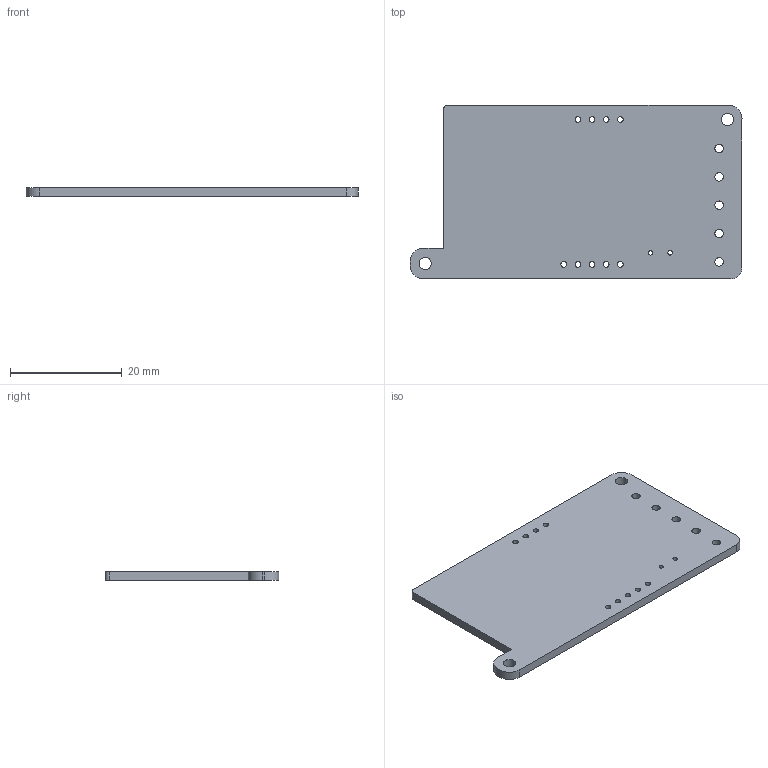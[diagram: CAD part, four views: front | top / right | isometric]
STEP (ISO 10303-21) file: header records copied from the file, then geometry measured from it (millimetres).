
FILE_DESCRIPTION(('KiCad electronic assembly'),'2;1');
FILE_NAME('ESP-32_WLED-Controller.step','2022-02-21T19:36:07',('Pcbnew') ,('Kicad'),'Open CASCADE STEP processor 7.5','KiCad to STEP converter' ,'Unknown');
FILE_SCHEMA(('AUTOMOTIVE_DESIGN { 1 0 10303 214 1 1 1 1 }'));
Length unit declared in the file: millimetre
Products named in the file (2): ESP-32_WLED-Controller 1; ESP-32_WLED-Controller PCB
Assembly tree (1 placements, depth 2):
  ESP-32_WLED-Controller 1
    ESP-32_WLED-Controller PCB
Bounding box: 59.52 x 31.17 x 1.6 mm (x, y, z)
Volume: 2672.4 mm3; surface area: 3737.3 mm2
Topology: 1 solids, 1 shells, 31 faces, 87 edges, 58 vertices
Faces by surface type: cylinder 23, plane 8
Full cylindrical faces by diameter (mm): 0.8 x2, 1 x9, 1.52 x5, 2.2 x2
Entity records: 2415 total; most frequent: CARTESIAN_POINT 628, DIRECTION 327, ORIENTED_EDGE 174, PCURVE 174, DEFINITIONAL_REPRESENTATION 174, LINE 169, VECTOR 169, EDGE_CURVE 87
